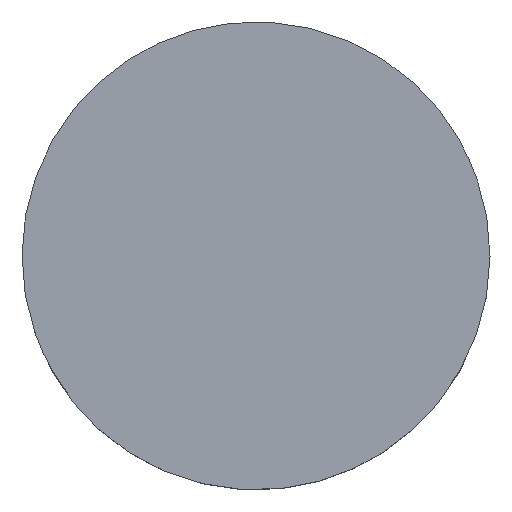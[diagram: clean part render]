
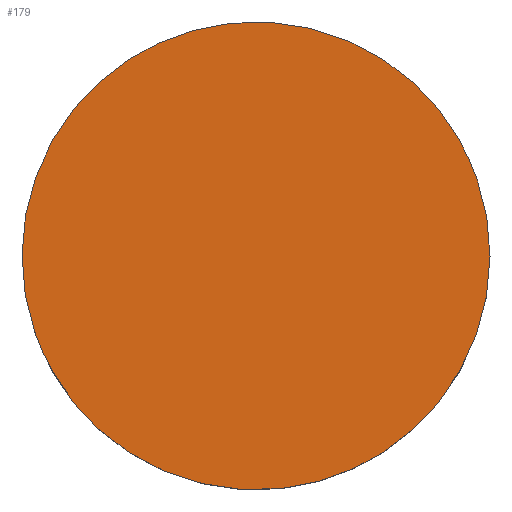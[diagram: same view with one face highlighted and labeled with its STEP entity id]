
A CAD part, top view. The second image highlights one B-rep face of the part: STEP entity #179.
In plain terms, the highlighted planar face has unit normal (0, 0, 1).
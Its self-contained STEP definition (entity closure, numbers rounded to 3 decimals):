
#179=ADVANCED_FACE('',(#328),#2239,.T.);
#328=FACE_OUTER_BOUND('',#477,.T.);
#477=EDGE_LOOP('',(#768,#769));
#768=ORIENTED_EDGE('',*,*,#1335,.T.);
#769=ORIENTED_EDGE('',*,*,#1343,.T.);
#1335=EDGE_CURVE('',#1963,#1968,#1715,.T.);
#1343=EDGE_CURVE('',#1968,#1963,#1723,.T.);
#1715=(
BOUNDED_CURVE()
B_SPLINE_CURVE(2,(#3161,#3162,#3163,#3164,#3165),.UNSPECIFIED.,.F.,.F.)
B_SPLINE_CURVE_WITH_KNOTS((3,2,3),(0.,118.6,237.201),
 .UNSPECIFIED.)
CURVE()
GEOMETRIC_REPRESENTATION_ITEM()
RATIONAL_B_SPLINE_CURVE((1.,0.707,1.,0.707,1.))
REPRESENTATION_ITEM('')
);
#1723=(
BOUNDED_CURVE()
B_SPLINE_CURVE(2,(#3193,#3194,#3195,#3196,#3197),.UNSPECIFIED.,.F.,.F.)
B_SPLINE_CURVE_WITH_KNOTS((3,2,3),(237.201,355.801,474.401),
 .UNSPECIFIED.)
CURVE()
GEOMETRIC_REPRESENTATION_ITEM()
RATIONAL_B_SPLINE_CURVE((1.,0.707,1.,0.707,1.))
REPRESENTATION_ITEM('')
);
#1963=VERTEX_POINT('',#3145);
#1968=VERTEX_POINT('',#3150);
#2239=PLANE('',#2310);
#2310=AXIS2_PLACEMENT_3D('',#3109,#2387,$);
#2387=DIRECTION('',(0.,0.,1.));
#3109=CARTESIAN_POINT('',(94.379,91.802,694.072));
#3145=CARTESIAN_POINT('',(65.388,35.175,694.072));
#3150=CARTESIAN_POINT('',(-65.388,-40.329,694.072));
#3161=CARTESIAN_POINT('',(65.388,35.175,694.072));
#3162=CARTESIAN_POINT('',(27.636,100.562,694.072));
#3163=CARTESIAN_POINT('',(-37.752,62.811,694.072));
#3164=CARTESIAN_POINT('',(-103.139,25.059,694.072));
#3165=CARTESIAN_POINT('',(-65.388,-40.329,694.072));
#3193=CARTESIAN_POINT('',(-65.388,-40.329,694.072));
#3194=CARTESIAN_POINT('',(-27.636,-105.716,694.072));
#3195=CARTESIAN_POINT('',(37.752,-67.965,694.072));
#3196=CARTESIAN_POINT('',(103.139,-30.213,694.072));
#3197=CARTESIAN_POINT('',(65.388,35.175,694.072));
